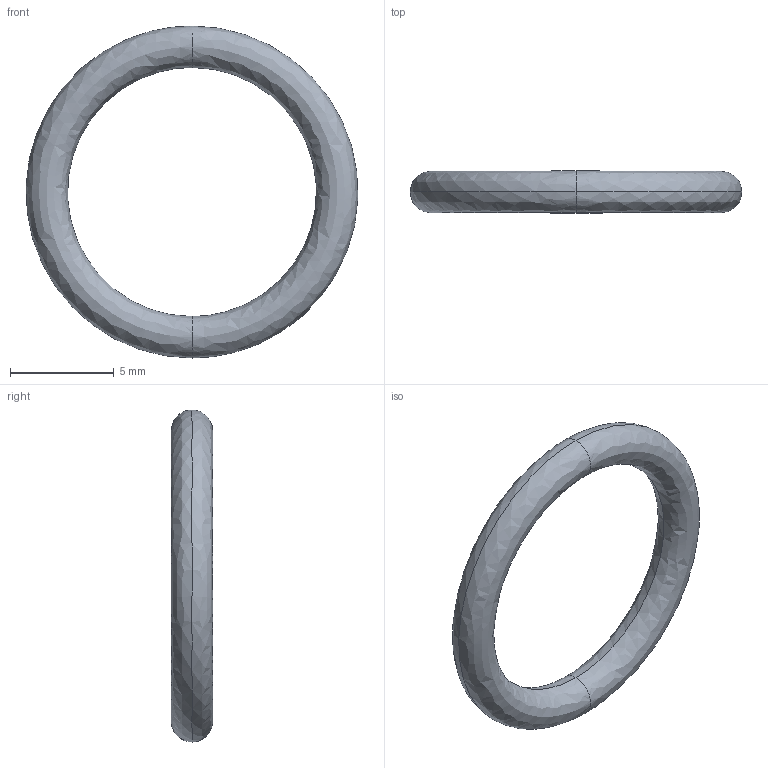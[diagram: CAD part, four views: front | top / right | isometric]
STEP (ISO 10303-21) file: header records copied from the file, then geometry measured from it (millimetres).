
FILE_DESCRIPTION((''),'2;1');
FILE_NAME('','2007-12-13T17:10:27',(''),(''),'','CADfix','');
FILE_SCHEMA(('AUTOMOTIVE_DESIGN { 1 0 10303 214 1 1 1 1 }'));
Length unit declared in the file: millimetre
Bounding box: 15.99 x 2 x 16 mm (x, y, z)
Volume: 138.2 mm3; surface area: 276.7 mm2
Topology: 1 solids, 1 shells, 4 faces, 8 edges, 4 vertices
Faces by surface type: bspline 4
Entity records: 389 total; most frequent: CARTESIAN_POINT 323, ORIENTED_EDGE 16, B_SPLINE_CURVE_WITH_KNOTS 8, EDGE_CURVE 8, VERTEX_POINT 4, EDGE_LOOP 4, FACE_OUTER_BOUND 4, ADVANCED_FACE 4
